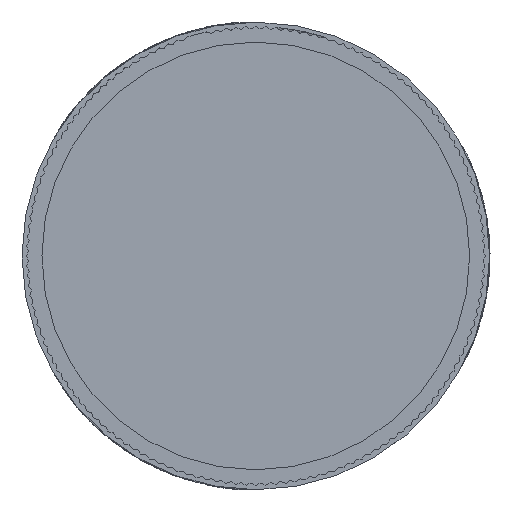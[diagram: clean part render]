
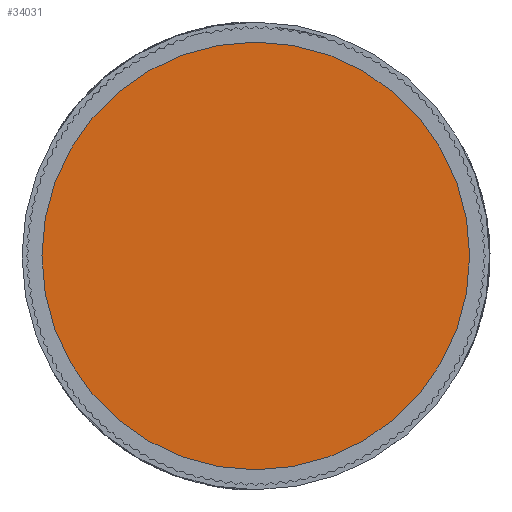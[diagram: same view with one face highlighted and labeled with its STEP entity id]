
A CAD part, front view. The second image highlights one B-rep face of the part: STEP entity #34031.
In plain terms, the highlighted planar face has unit normal (0, -1, 0).
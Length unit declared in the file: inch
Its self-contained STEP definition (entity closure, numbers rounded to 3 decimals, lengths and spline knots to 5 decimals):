
#177 = DIRECTION ( 'NONE',  ( 0., -1., 0. ) ) ;
#776 = DIRECTION ( 'NONE',  ( 0., 0., -1. ) ) ;
#4033 = AXIS2_PLACEMENT_3D ( 'NONE', #28938, #177, #33821 ) ;
#15490 = CIRCLE ( 'NONE', #30681, 1.2874 ) ;
#17709 = ORIENTED_EDGE ( 'NONE', *, *, #33319, .T. ) ;
#17944 = CARTESIAN_POINT ( 'NONE',  ( 0., 0.37795, 0. ) ) ;
#21681 = EDGE_CURVE ( 'NONE', #30255, #28418, #51551, .T. ) ;
#22756 = DIRECTION ( 'NONE',  ( 0., 0., -1. ) ) ;
#25153 = FACE_OUTER_BOUND ( 'NONE', #39911, .T. ) ;
#28418 = VERTEX_POINT ( 'NONE', #38505 ) ;
#28938 = CARTESIAN_POINT ( 'NONE',  ( 0., 0.37795, 0. ) ) ;
#29543 = DIRECTION ( 'NONE',  ( 0., -1., 0. ) ) ;
#30255 = VERTEX_POINT ( 'NONE', #50849 ) ;
#30681 = AXIS2_PLACEMENT_3D ( 'NONE', #17944, #51524, #22756 ) ;
#33319 = EDGE_CURVE ( 'NONE', #28418, #30255, #15490, .T. ) ;
#33821 = DIRECTION ( 'NONE',  ( 0., 0., -1. ) ) ;
#34031 = ADVANCED_FACE ( 'NONE', ( #25153 ), #58393, .T. ) ;
#38505 = CARTESIAN_POINT ( 'NONE',  ( 0., 0.37795, -1.2874 ) ) ;
#39177 = ORIENTED_EDGE ( 'NONE', *, *, #21681, .T. ) ;
#39911 = EDGE_LOOP ( 'NONE', ( #17709, #39177 ) ) ;
#48721 = CARTESIAN_POINT ( 'NONE',  ( 1.24065, 0.37795, 0. ) ) ;
#50849 = CARTESIAN_POINT ( 'NONE',  ( 0., 0.37795, 1.2874 ) ) ;
#51524 = DIRECTION ( 'NONE',  ( 0., -1., 0. ) ) ;
#51551 = CIRCLE ( 'NONE', #4033, 1.2874 ) ;
#54059 = AXIS2_PLACEMENT_3D ( 'NONE', #48721, #29543, #776 ) ;
#58393 = PLANE ( 'NONE',  #54059 ) ;
